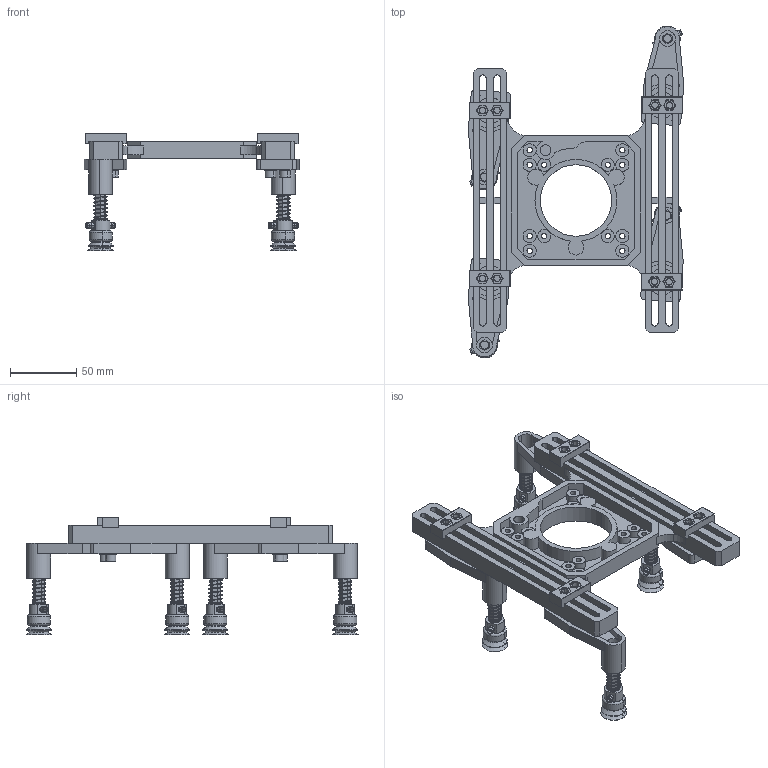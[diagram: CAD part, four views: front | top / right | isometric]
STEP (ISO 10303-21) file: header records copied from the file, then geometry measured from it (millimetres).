
FILE_DESCRIPTION (( 'STEP AP203' ), '1' );
FILE_NAME ('8800.203.21.STEP', '2020-10-11T20:38:20', ( 'Eberle' ), ( '' ), 'SwSTEP 2.0', 'SolidWorks 2010', '' );
FILE_SCHEMA (( 'CONFIG_CONTROL_DESIGN' ));
Length unit declared in the file: millimetre
Products named in the file (14): 8800.200.21; 8800.203.21; 8800.400.17; 8801.500.001; 8801.500.051; Mutter M5; 8800.500.33; - Druckfeder 1 - angelegte Enden_Default; Federaufnahme; 8800.800.00; 8800.800.04; 9000.400.25; 9000.601.20
Assembly tree (30 placements, depth 4):
  8800.203.21
    8800.400.17  x4
      8800.400.17
      Mutter M5
    9000.400.25  x8
    9000.601.20  x4
    8800.500.33  x4
      Federaufnahme
        - Druckfeder 1 - angelegte Enden_Default
        8800.800.00
        8800.800.04
      8801.500.001
      8801.500.051
    8800.200.21
Bounding box: 162.91 x 250.97 x 88.97 mm (x, y, z)
Volume: 247213.2 mm3; surface area: 157508.1 mm2
Topology: 57 solids, 57 shells, 1890 faces, 4293 edges, 2622 vertices
Faces by surface type: plane 776, cylinder 746, cone 144, sphere 112, torus 88, bspline 24
Entity records: 20844 total; most frequent: CARTESIAN_POINT 5418, DIRECTION 3024, ORIENTED_EDGE 2624, EDGE_CURVE 1312, AXIS2_PLACEMENT_3D 1156, VERTEX_POINT 844, VECTOR 712, LINE 712
